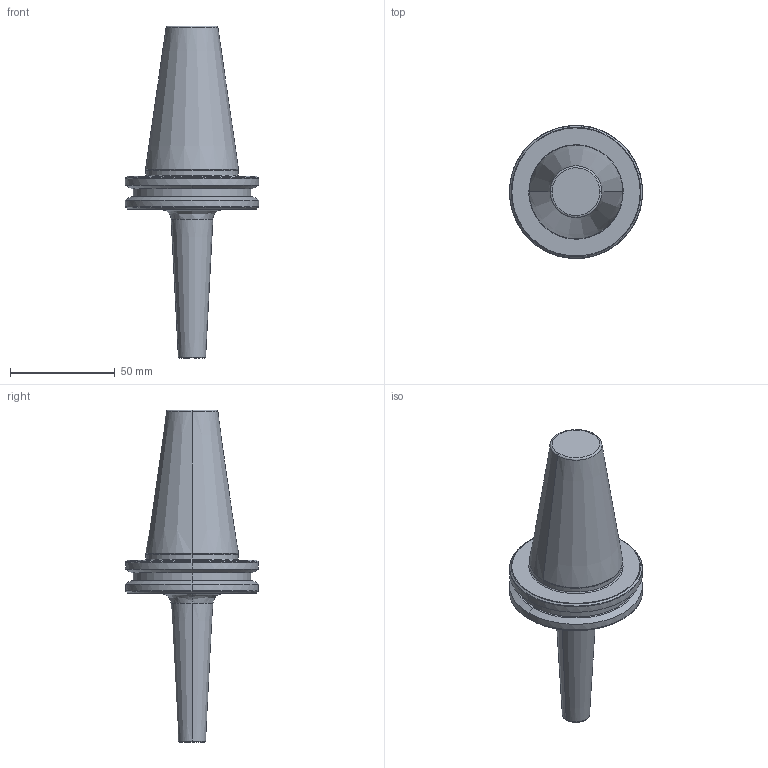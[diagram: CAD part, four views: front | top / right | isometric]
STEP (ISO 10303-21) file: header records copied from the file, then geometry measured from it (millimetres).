
FILE_DESCRIPTION (( 'STEP AP203' ), '1' );
FILE_NAME ('SK 40 DMC 06 090 AD-2.5G 25000 SL.STEP', '2019-05-03T10:43:24', ( '' ), ( '' ), 'SwSTEP 2.0', 'SolidWorks 2014', '' );
FILE_SCHEMA (( 'CONFIG_CONTROL_DESIGN' ));
Length unit declared in the file: millimetre
Products named in the file (1): SK 40 DMC 06 090 AD-2.5G 25000 SL
Bounding box: 63.5 x 63.5 x 158.4 mm (x, y, z)
Volume: 133247.7 mm3; surface area: 20341.1 mm2
Topology: 1 solids, 1 shells, 64 faces, 154 edges, 96 vertices
Faces by surface type: bspline 20, torus 16, cone 14, cylinder 8, plane 6
Entity records: 2977 total; most frequent: CARTESIAN_POINT 1483, ORIENTED_EDGE 308, DIRECTION 300, EDGE_CURVE 154, AXIS2_PLACEMENT_3D 139, VERTEX_POINT 96, CIRCLE 94, EDGE_LOOP 68
